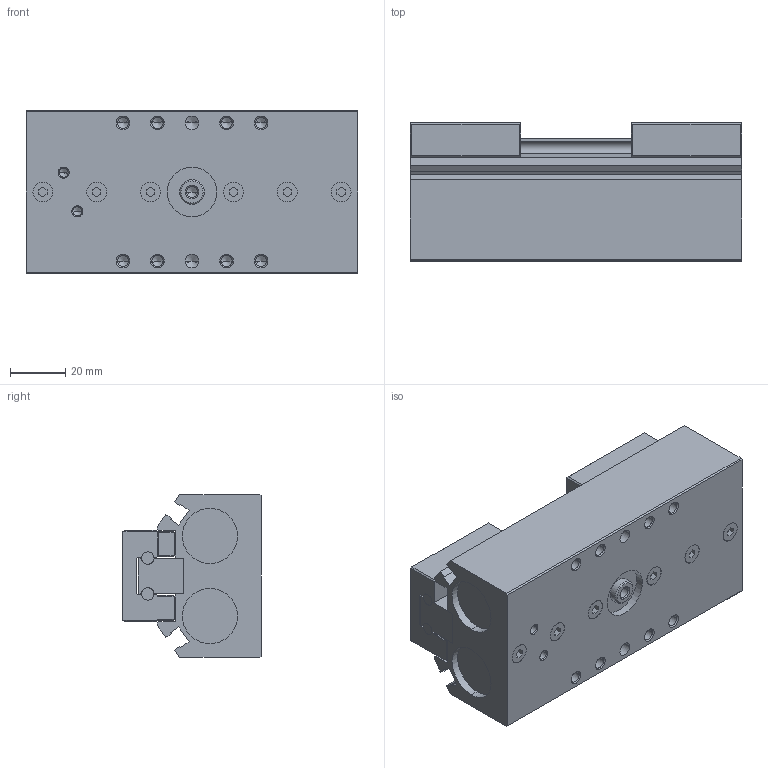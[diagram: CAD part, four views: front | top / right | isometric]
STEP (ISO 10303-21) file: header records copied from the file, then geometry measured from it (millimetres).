
FILE_DESCRIPTION( ( '' ), '1' );
FILE_NAME( 'lpg18_40_lp184aaa_0_2_14a.stp', '2010-10-25T12:37:45', ( '' ), ( '' ), ' ', ' ', ' ' );
FILE_SCHEMA( ( 'automotive_design' ) );
Length unit declared in the file: millimetre
Products named in the file (3): 1; 2; 3
Bounding box: 120 x 50 x 59 mm (x, y, z)
Volume: 265748.4 mm3; surface area: 52387.9 mm2
Topology: 3 solids, 3 shells, 438 faces, 1038 edges, 621 vertices
Faces by surface type: plane 228, cylinder 116, cone 94
Entity records: 23787 total; most frequent: DIRECTION 2158, STYLED_ITEM 2058, PRESENTATION_STYLE_ASSIGNMENT 2058, CARTESIAN_POINT 2058, COLOUR_RGB 2058, ORIENTED_EDGE 1992, EDGE_CURVE 996, CURVE_STYLE 996
